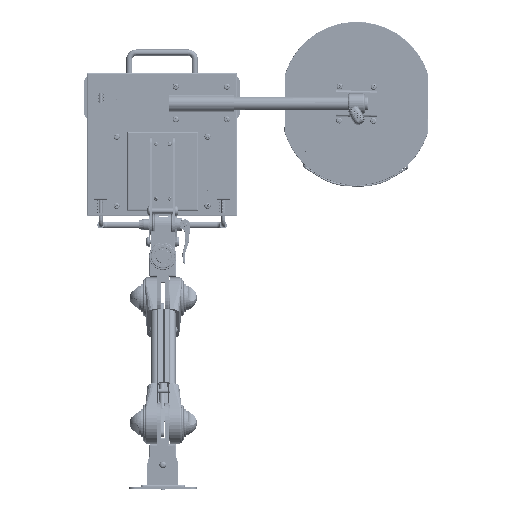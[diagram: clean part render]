
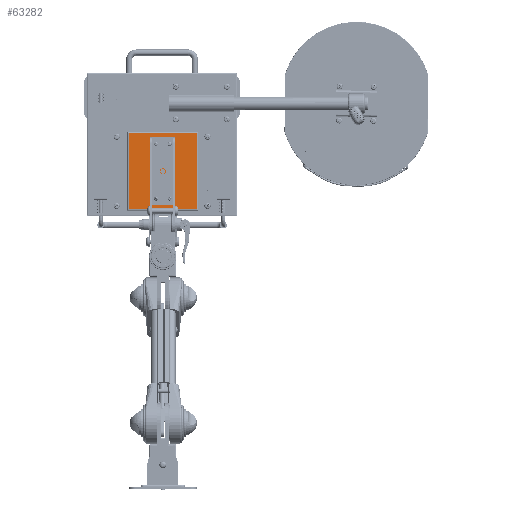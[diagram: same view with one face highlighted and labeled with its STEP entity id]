
A CAD part, front view. The second image highlights one B-rep face of the part: STEP entity #63282.
In plain terms, the highlighted face is planar.
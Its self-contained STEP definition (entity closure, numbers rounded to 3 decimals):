
#723 = VERTEX_POINT ( 'NONE', #97001 ) ;
#730 = VERTEX_POINT ( 'NONE', #96933 ) ;
#744 = VERTEX_POINT ( 'NONE', #97188 ) ;
#746 = VERTEX_POINT ( 'NONE', #97187 ) ;
#752 = VERTEX_POINT ( 'NONE', #97184 ) ;
#754 = VERTEX_POINT ( 'NONE', #97183 ) ;
#760 = VERTEX_POINT ( 'NONE', #97180 ) ;
#762 = VERTEX_POINT ( 'NONE', #97179 ) ;
#767 = VERTEX_POINT ( 'NONE', #97176 ) ;
#769 = VERTEX_POINT ( 'NONE', #97174 ) ;
#885 = VERTEX_POINT ( 'NONE', #25953 ) ;
#911 = VERTEX_POINT ( 'NONE', #26087 ) ;
#918 = VERTEX_POINT ( 'NONE', #26081 ) ;
#920 = VERTEX_POINT ( 'NONE', #26080 ) ;
#9444 = AXIS2_PLACEMENT_3D ( 'NONE', #32509, #32510, #32511 ) ;
#9449 = AXIS2_PLACEMENT_3D ( 'NONE', #32517, #32518, #32519 ) ;
#9452 = AXIS2_PLACEMENT_3D ( 'NONE', #32522, #32523, #32524 ) ;
#9456 = AXIS2_PLACEMENT_3D ( 'NONE', #32527, #32528, #32529 ) ;
#9459 = AXIS2_PLACEMENT_3D ( 'NONE', #32532, #32533, #32534 ) ;
#11252 = AXIS2_PLACEMENT_3D ( 'NONE', #42162, #42164, #42166 ) ;
#11259 = AXIS2_PLACEMENT_3D ( 'NONE', #42184, #42186, #42188 ) ;
#11265 = AXIS2_PLACEMENT_3D ( 'NONE', #42206, #42208, #42210 ) ;
#11271 = AXIS2_PLACEMENT_3D ( 'NONE', #42228, #42230, #42232 ) ;
#11281 = AXIS2_PLACEMENT_3D ( 'NONE', #42260, #42262, #42264 ) ;
#25953 = CARTESIAN_POINT ( 'NONE',  ( 55.5, -50.2, 25. ) ) ;
#26080 = CARTESIAN_POINT ( 'NONE',  ( -55.5, -50.2, 25. ) ) ;
#26081 = CARTESIAN_POINT ( 'NONE',  ( -55.5, 50.2, 25. ) ) ;
#26087 = CARTESIAN_POINT ( 'NONE',  ( 55.5, 50.2, 25. ) ) ;
#30427 = CIRCLE ( 'NONE', #9444, 2.5 ) ;
#30431 = CIRCLE ( 'NONE', #9449, 2.5 ) ;
#30433 = CIRCLE ( 'NONE', #9452, 2.5 ) ;
#30439 = CIRCLE ( 'NONE', #9456, 2.5 ) ;
#30445 = CIRCLE ( 'NONE', #9459, 3.4 ) ;
#30463 = LINE ( 'NONE', #32542, #30471 ) ;
#30469 = LINE ( 'NONE', #32547, #30487 ) ;
#30471 = VECTOR ( 'NONE', #32548, 1000. ) ;
#30473 = LINE ( 'NONE', #32551, #30479 ) ;
#30479 = VECTOR ( 'NONE', #32552, 1000. ) ;
#30487 = VECTOR ( 'NONE', #32556, 1000. ) ;
#30497 = LINE ( 'NONE', #32563, #30503 ) ;
#30503 = VECTOR ( 'NONE', #32564, 1000. ) ;
#32509 = CARTESIAN_POINT ( 'NONE',  ( 40., 10., 25. ) ) ;
#32510 = DIRECTION ( 'NONE',  ( 0., 0., 1. ) ) ;
#32511 = DIRECTION ( 'NONE',  ( 1., 0., 0. ) ) ;
#32517 = CARTESIAN_POINT ( 'NONE',  ( 40., -10., 25. ) ) ;
#32518 = DIRECTION ( 'NONE',  ( 0., 0., 1. ) ) ;
#32519 = DIRECTION ( 'NONE',  ( 1., 0., 0. ) ) ;
#32522 = CARTESIAN_POINT ( 'NONE',  ( -40., 10., 25. ) ) ;
#32523 = DIRECTION ( 'NONE',  ( 0., 0., 1. ) ) ;
#32524 = DIRECTION ( 'NONE',  ( 1., 0., 0. ) ) ;
#32527 = CARTESIAN_POINT ( 'NONE',  ( -40., -10., 25. ) ) ;
#32528 = DIRECTION ( 'NONE',  ( 0., 0., 1. ) ) ;
#32529 = DIRECTION ( 'NONE',  ( 1., 0., 0. ) ) ;
#32532 = CARTESIAN_POINT ( 'NONE',  ( 0., 0., 25. ) ) ;
#32533 = DIRECTION ( 'NONE',  ( 0., 0., -1. ) ) ;
#32534 = DIRECTION ( 'NONE',  ( -1., 0., 0. ) ) ;
#32542 = CARTESIAN_POINT ( 'NONE',  ( 57.5, -50.2, 25. ) ) ;
#32547 = CARTESIAN_POINT ( 'NONE',  ( -57.5, 50.2, 25. ) ) ;
#32548 = DIRECTION ( 'NONE',  ( 1., 0., 0. ) ) ;
#32551 = CARTESIAN_POINT ( 'NONE',  ( -55.5, -52.2, 25. ) ) ;
#32552 = DIRECTION ( 'NONE',  ( 0., -1., 0. ) ) ;
#32556 = DIRECTION ( 'NONE',  ( -1., 0., 0. ) ) ;
#32563 = CARTESIAN_POINT ( 'NONE',  ( 55.5, 52.2, 25. ) ) ;
#32564 = DIRECTION ( 'NONE',  ( 0., 1., 0. ) ) ;
#42162 = CARTESIAN_POINT ( 'NONE',  ( 40., 10., 25. ) ) ;
#42164 = DIRECTION ( 'NONE',  ( 0., 0., 1. ) ) ;
#42166 = DIRECTION ( 'NONE',  ( 1., 0., 0. ) ) ;
#42184 = CARTESIAN_POINT ( 'NONE',  ( 40., -10., 25. ) ) ;
#42186 = DIRECTION ( 'NONE',  ( 0., 0., 1. ) ) ;
#42188 = DIRECTION ( 'NONE',  ( 1., 0., 0. ) ) ;
#42206 = CARTESIAN_POINT ( 'NONE',  ( -40., 10., 25. ) ) ;
#42208 = DIRECTION ( 'NONE',  ( 0., 0., 1. ) ) ;
#42210 = DIRECTION ( 'NONE',  ( 1., 0., 0. ) ) ;
#42228 = CARTESIAN_POINT ( 'NONE',  ( -40., -10., 25. ) ) ;
#42230 = DIRECTION ( 'NONE',  ( 0., 0., 1. ) ) ;
#42232 = DIRECTION ( 'NONE',  ( 1., 0., 0. ) ) ;
#42260 = CARTESIAN_POINT ( 'NONE',  ( 0., 0., 25. ) ) ;
#42262 = DIRECTION ( 'NONE',  ( 0., 0., -1. ) ) ;
#42264 = DIRECTION ( 'NONE',  ( -1., 0., 0. ) ) ;
#42396 = EDGE_CURVE ( 'NONE', #769, #767, #30427, .T. ) ;
#42399 = EDGE_CURVE ( 'NONE', #762, #760, #30431, .T. ) ;
#42401 = EDGE_CURVE ( 'NONE', #754, #752, #30433, .T. ) ;
#42403 = EDGE_CURVE ( 'NONE', #746, #744, #30439, .T. ) ;
#42407 = EDGE_CURVE ( 'NONE', #730, #723, #30445, .T. ) ;
#42416 = EDGE_CURVE ( 'NONE', #920, #885, #30463, .T. ) ;
#42418 = EDGE_CURVE ( 'NONE', #918, #920, #30473, .T. ) ;
#42421 = EDGE_CURVE ( 'NONE', #911, #918, #30469, .T. ) ;
#42427 = EDGE_CURVE ( 'NONE', #885, #911, #30497, .T. ) ;
#43435 = CIRCLE ( 'NONE', #11252, 2.5 ) ;
#43446 = CIRCLE ( 'NONE', #11259, 2.5 ) ;
#43458 = CIRCLE ( 'NONE', #11265, 2.5 ) ;
#43469 = CIRCLE ( 'NONE', #11271, 2.5 ) ;
#43486 = CIRCLE ( 'NONE', #11281, 3.4 ) ;
#45074 = EDGE_CURVE ( 'NONE', #767, #769, #43435, .T. ) ;
#45083 = EDGE_CURVE ( 'NONE', #760, #762, #43446, .T. ) ;
#45091 = EDGE_CURVE ( 'NONE', #752, #754, #43458, .T. ) ;
#45100 = EDGE_CURVE ( 'NONE', #744, #746, #43469, .T. ) ;
#45113 = EDGE_CURVE ( 'NONE', #723, #730, #43486, .T. ) ;
#63282 = ADVANCED_FACE ( 'NONE', ( #86998, #87003, #87000, #87002, #87001, #87004 ), #85600, .T. ) ;
#85600 = PLANE ( 'NONE',  #87597 ) ;
#85602 = DIRECTION ( 'NONE',  ( 0., 0., 1. ) ) ;
#85625 = CARTESIAN_POINT ( 'NONE',  ( -57.5, 77.6, 25. ) ) ;
#85626 = DIRECTION ( 'NONE',  ( 1., 0., 0. ) ) ;
#86998 = FACE_OUTER_BOUND ( 'NONE', #110125, .T. ) ;
#87000 = FACE_BOUND ( 'NONE', #110128, .T. ) ;
#87001 = FACE_BOUND ( 'NONE', #110109, .T. ) ;
#87002 = FACE_BOUND ( 'NONE', #110106, .T. ) ;
#87003 = FACE_BOUND ( 'NONE', #110127, .T. ) ;
#87004 = FACE_BOUND ( 'NONE', #110121, .T. ) ;
#87597 = AXIS2_PLACEMENT_3D ( 'NONE', #85625, #85602, #85626 ) ;
#96933 = CARTESIAN_POINT ( 'NONE',  ( -3.4, 0., 25. ) ) ;
#97001 = CARTESIAN_POINT ( 'NONE',  ( 3.4, 0., 25. ) ) ;
#97174 = CARTESIAN_POINT ( 'NONE',  ( 42.5, 10., 25. ) ) ;
#97176 = CARTESIAN_POINT ( 'NONE',  ( 37.5, 10., 25. ) ) ;
#97179 = CARTESIAN_POINT ( 'NONE',  ( 42.5, -10., 25. ) ) ;
#97180 = CARTESIAN_POINT ( 'NONE',  ( 37.5, -10., 25. ) ) ;
#97183 = CARTESIAN_POINT ( 'NONE',  ( -37.5, 10., 25. ) ) ;
#97184 = CARTESIAN_POINT ( 'NONE',  ( -42.5, 10., 25. ) ) ;
#97187 = CARTESIAN_POINT ( 'NONE',  ( -37.5, -10., 25. ) ) ;
#97188 = CARTESIAN_POINT ( 'NONE',  ( -42.5, -10., 25. ) ) ;
#110106 = EDGE_LOOP ( 'NONE', ( #113743, #113746 ) ) ;
#110109 = EDGE_LOOP ( 'NONE', ( #113749, #113752 ) ) ;
#110121 = EDGE_LOOP ( 'NONE', ( #113754, #113757 ) ) ;
#110125 = EDGE_LOOP ( 'NONE', ( #113721, #113723, #113726, #113729 ) ) ;
#110127 = EDGE_LOOP ( 'NONE', ( #113732, #113735 ) ) ;
#110128 = EDGE_LOOP ( 'NONE', ( #113738, #113740 ) ) ;
#113721 = ORIENTED_EDGE ( 'NONE', *, *, #42427, .T. ) ;
#113723 = ORIENTED_EDGE ( 'NONE', *, *, #42421, .T. ) ;
#113726 = ORIENTED_EDGE ( 'NONE', *, *, #42418, .T. ) ;
#113729 = ORIENTED_EDGE ( 'NONE', *, *, #42416, .T. ) ;
#113732 = ORIENTED_EDGE ( 'NONE', *, *, #42407, .T. ) ;
#113735 = ORIENTED_EDGE ( 'NONE', *, *, #45113, .T. ) ;
#113738 = ORIENTED_EDGE ( 'NONE', *, *, #42403, .F. ) ;
#113740 = ORIENTED_EDGE ( 'NONE', *, *, #45100, .F. ) ;
#113743 = ORIENTED_EDGE ( 'NONE', *, *, #42401, .F. ) ;
#113746 = ORIENTED_EDGE ( 'NONE', *, *, #45091, .F. ) ;
#113749 = ORIENTED_EDGE ( 'NONE', *, *, #42399, .F. ) ;
#113752 = ORIENTED_EDGE ( 'NONE', *, *, #45083, .F. ) ;
#113754 = ORIENTED_EDGE ( 'NONE', *, *, #42396, .F. ) ;
#113757 = ORIENTED_EDGE ( 'NONE', *, *, #45074, .F. ) ;
